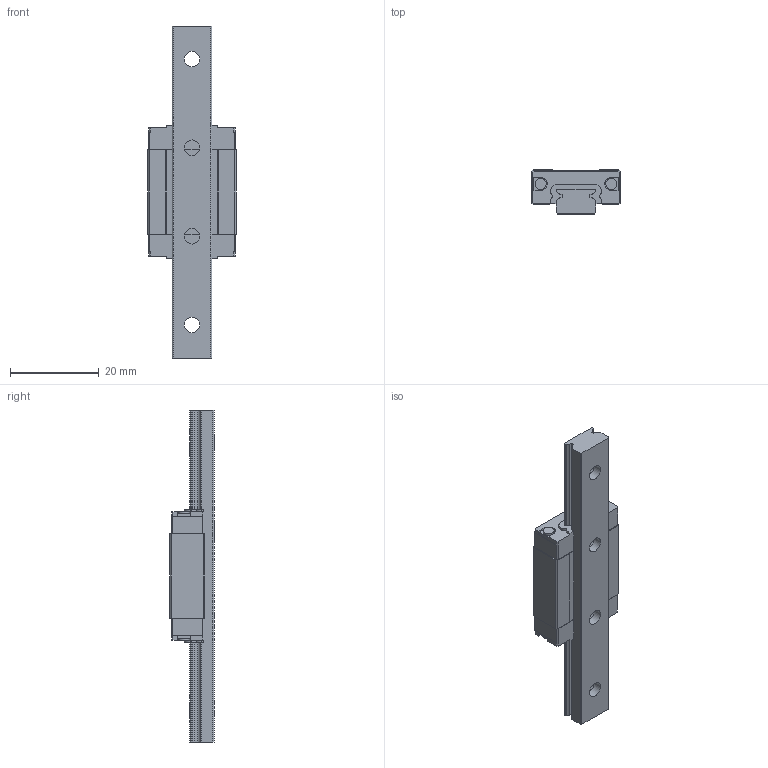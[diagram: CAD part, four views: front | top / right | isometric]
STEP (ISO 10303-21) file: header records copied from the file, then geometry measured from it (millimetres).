
FILE_DESCRIPTION(/* description */ ('STEP AP214'),/* implementation_level */ '2;1');
FILE_NAME(/* name */ 'SSEB10-75',/* time_stamp */ '2024-05-07T05:47:17+02:00',/* author */ ('License CC BY-ND 4.0'),/* organization */ ('CADENAS'),/* preprocessor_version */ 'ST-DEVELOPER v19.3',/* originating_system */ 'PARTsolutions',/* authorisation */ ' ');
FILE_SCHEMA (('AUTOMOTIVE_DESIGN {1 0 10303 214 3 1 1}'));
Length unit declared in the file: millimetre
Products named in the file (3): SSEB10-75; SSEB10-75_r; SSEB10_b
Assembly tree (2 placements, depth 2):
  SSEB10-75
    SSEB10-75_r
    SSEB10_b
Bounding box: 20 x 10 x 75 mm (x, y, z)
Volume: 6477.5 mm3; surface area: 5182.7 mm2
Topology: 2 solids, 2 shells, 276 faces, 784 edges, 522 vertices
Faces by surface type: plane 208, cylinder 60, cone 8
Full cylindrical faces by diameter (mm): 2.459 x4, 2.5 x4, 3.5 x4, 6 x4
Entity records: 10453 total; most frequent: CARTESIAN_POINT 1545, ORIENTED_EDGE 1500, DIRECTION 1432, EDGE_CURVE 750, LINE 626, VECTOR 626, VERTEX_POINT 516, AXIS2_PLACEMENT_3D 403
